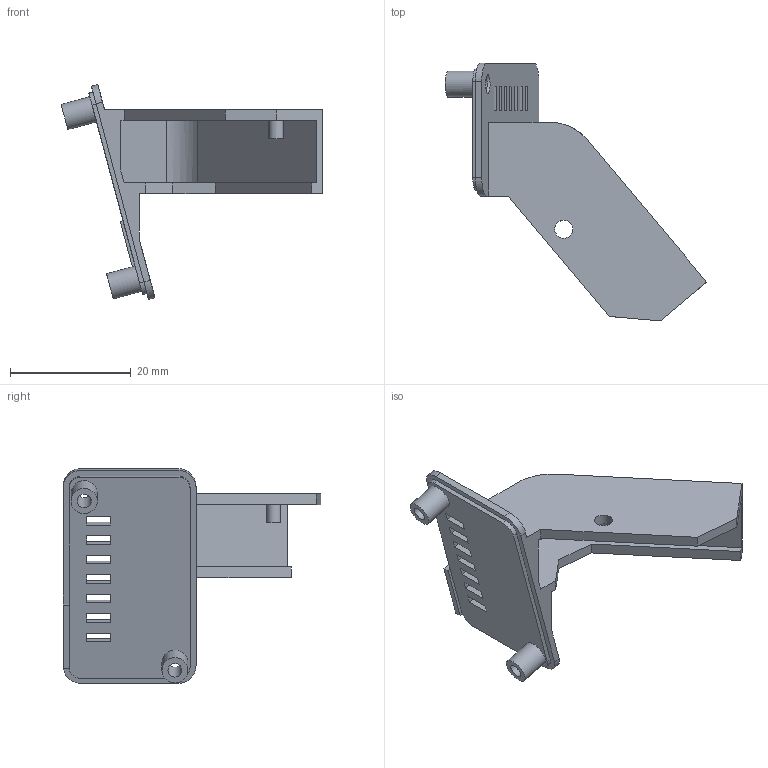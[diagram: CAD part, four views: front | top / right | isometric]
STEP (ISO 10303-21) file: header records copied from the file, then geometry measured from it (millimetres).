
FILE_DESCRIPTION(('FreeCAD Model'),'2;1');
FILE_NAME('Open CASCADE Shape Model','1974-01-01T00:00:00',(''),(''), 'Open CASCADE STEP processor 7.7','FreeCAD','Unknown');
FILE_SCHEMA(('AUTOMOTIVE_DESIGN { 1 0 10303 214 1 1 1 1 }'));
Length unit declared in the file: millimetre
Products named in the file (1): k1_camera_step
Bounding box: 43.27 x 42.66 x 35.54 mm (x, y, z)
Volume: 3634 mm3; surface area: 4777 mm2
Topology: 1 solids, 1 shells, 82 faces, 242 edges, 165 vertices
Faces by surface type: plane 63, cylinder 17, cone 2
Full cylindrical faces by diameter (mm): 2.3 x2, 2.4 x1, 3 x1, 4.3 x2
Entity records: 2792 total; most frequent: CARTESIAN_POINT 492, ORIENTED_EDGE 484, DIRECTION 456, EDGE_CURVE 242, LINE 190, VECTOR 190, VERTEX_POINT 165, AXIS2_PLACEMENT_3D 133
